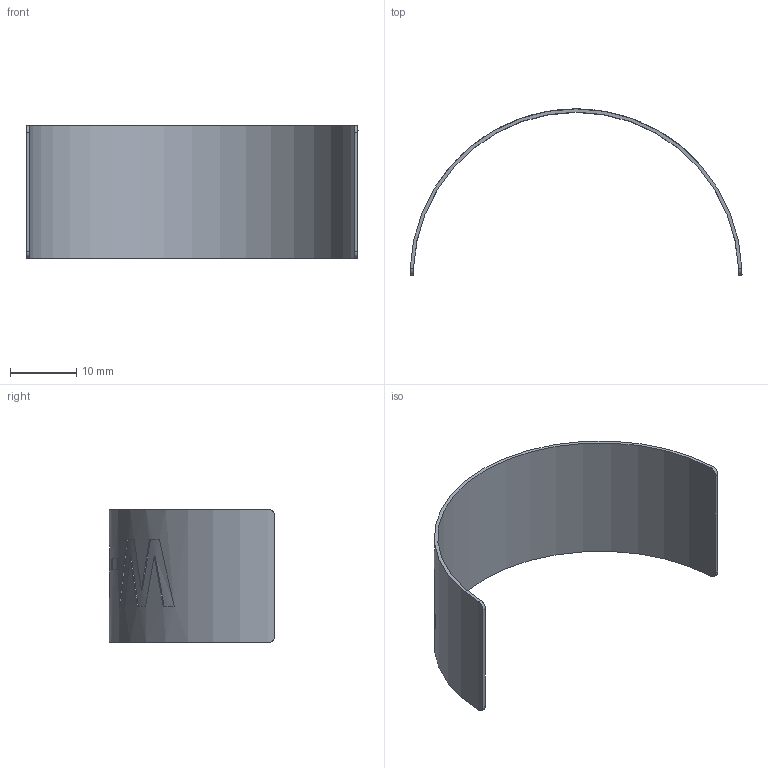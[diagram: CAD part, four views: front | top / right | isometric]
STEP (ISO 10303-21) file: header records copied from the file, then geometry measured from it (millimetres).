
FILE_DESCRIPTION (( 'STEP AP203' ), '1' );
FILE_NAME ('3435-50-013-05_REV_.step', '2025-11-20T01:11:45', ( '' ), ( '' ), 'SwSTEP 2.0', 'SolidWorks 2025', '' );
FILE_SCHEMA (( 'CONFIG_CONTROL_DESIGN' ));
Length unit declared in the file: millimetre
Products named in the file (1): 3435-50-013-05_REV_
Bounding box: 50 x 25 x 20 mm (x, y, z)
Volume: 740.2 mm3; surface area: 3245.4 mm2
Topology: 1 solids, 1 shells, 65 faces, 171 edges, 114 vertices
Faces by surface type: bspline 30, plane 23, cylinder 12
Entity records: 8958 total; most frequent: CARTESIAN_POINT 7543, ORIENTED_EDGE 342, EDGE_CURVE 171, DIRECTION 165, VERTEX_POINT 114, B_SPLINE_CURVE_WITH_KNOTS 108, EDGE_LOOP 71, AXIS2_PLACEMENT_3D 66
